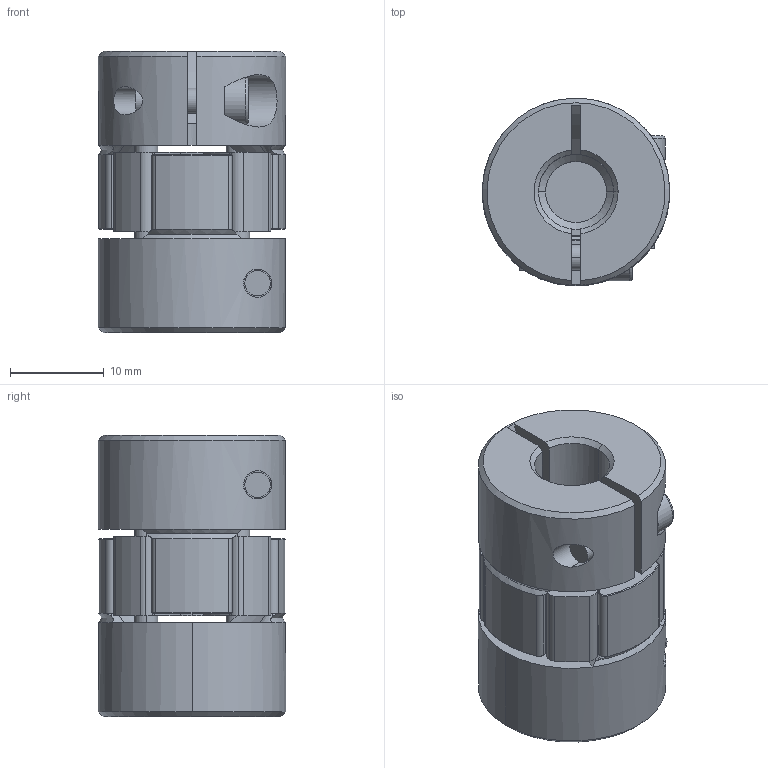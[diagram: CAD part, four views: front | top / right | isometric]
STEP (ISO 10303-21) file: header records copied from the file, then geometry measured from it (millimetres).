
FILE_DESCRIPTION (( 'STEP AP214' ), '1' );
FILE_NAME ('Flexible_Jaw_Coupling_5x8.STEP', '2018-01-11T12:36:56', ( 'Admin' ), ( '' ), 'SwSTEP 2.0', 'SolidWorks 2013', '' );
FILE_SCHEMA (( 'AUTOMOTIVE_DESIGN' ));
Length unit declared in the file: millimetre
Products named in the file (1): Flexible_Jaw_Coupling_5x8
Bounding box: 20 x 20 x 30 mm (x, y, z)
Volume: 7642 mm3; surface area: 5504.8 mm2
Topology: 5 solids, 5 shells, 241 faces, 580 edges, 361 vertices
Faces by surface type: cylinder 104, plane 70, cone 63, torus 4
Entity records: 8504 total; most frequent: CARTESIAN_POINT 1554, DIRECTION 1281, ORIENTED_EDGE 1160, EDGE_CURVE 580, AXIS2_PLACEMENT_3D 520, VERTEX_POINT 361, CIRCLE 278, EDGE_LOOP 261
